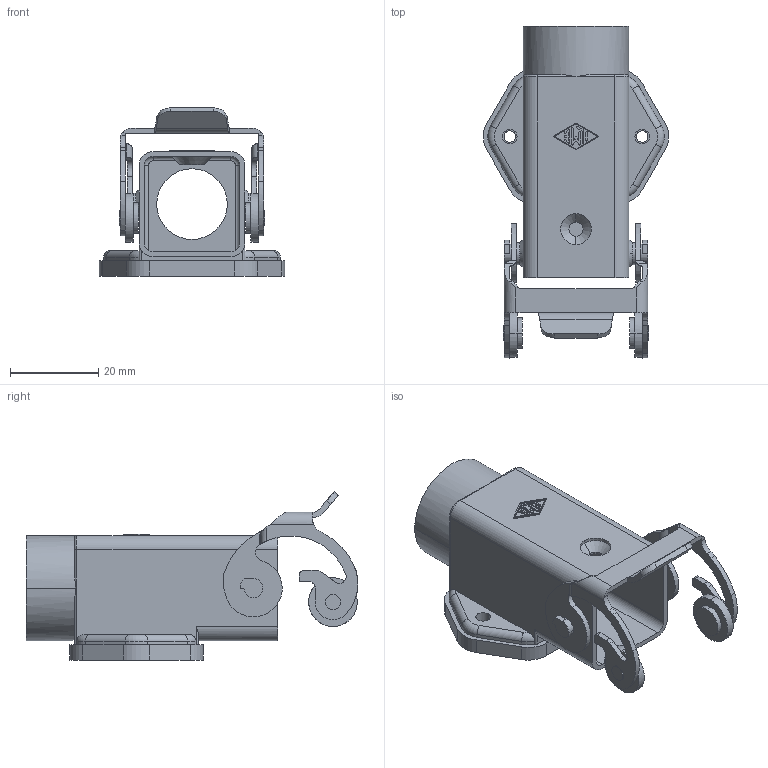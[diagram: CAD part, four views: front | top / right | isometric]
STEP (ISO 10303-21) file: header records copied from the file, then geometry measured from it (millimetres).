
FILE_DESCRIPTION(('Creo Elements/Direct Modeling STEP Export'),'2;1');
FILE_NAME('0ln7uvk5km5dt8o6008','2022-09-12T10:55:42',(''),(''),'Creo Elements/Direct Modeling STEP processor for AP214 (Solid Model)','Creo Elements/Direct Modeling 20.1B 02-Apr-2019 (C) Parametric Technology GmbH','');
FILE_SCHEMA(('AUTOMOTIVE_DESIGN { 1 0 10303 214 1 1 1 1 }'));
Length unit declared in the file: millimetre
Products named in the file (2): MKAXR IAP20
Assembly tree (1 placements, depth 2):
  MKAXR IAP20
    MKAXR IAP20
Bounding box: 42 x 75.16 x 38.1 mm (x, y, z)
Volume: 11859.6 mm3; surface area: 13777.9 mm2
Topology: 1 solids, 1 shells, 294 faces, 785 edges, 512 vertices
Faces by surface type: cylinder 145, plane 132, torus 10, cone 7
Entity records: 12832 total; most frequent: CARTESIAN_POINT 3077, ORIENTED_EDGE 1570, DIRECTION 1527, EDGE_CURVE 785, AXIS2_PLACEMENT_3D 548, VERTEX_POINT 512, VECTOR 431, LINE 431
